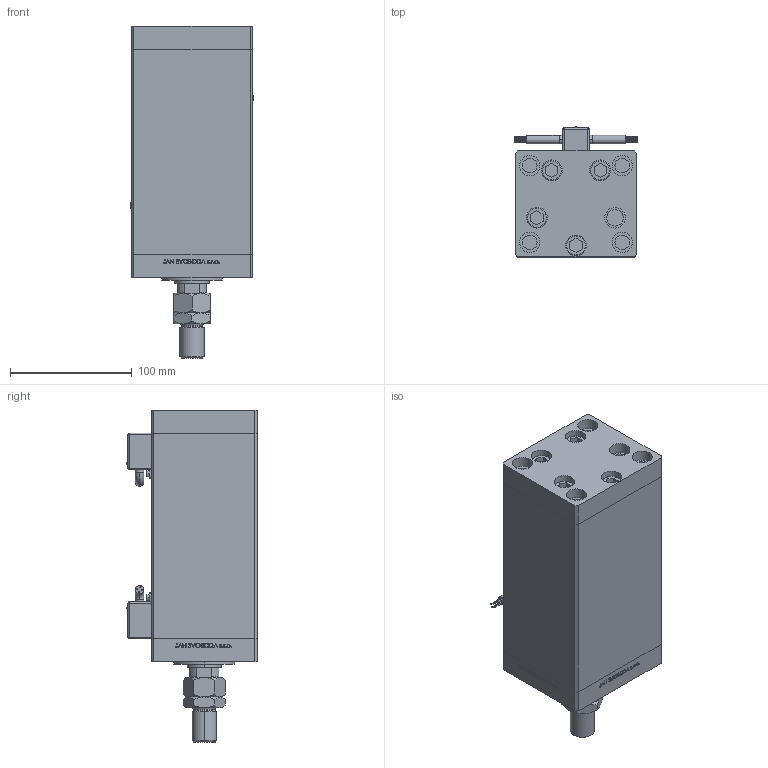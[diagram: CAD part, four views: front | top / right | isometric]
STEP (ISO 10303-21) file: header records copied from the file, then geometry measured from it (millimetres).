
FILE_DESCRIPTION (( 'STEP AP203' ), '1' );
FILE_NAME ('7ff9.STEP', '2024-01-08T20:09:31', ( '' ), ( '' ), 'SwSTEP 2.0', 'SolidWorks 2019', '' );
FILE_SCHEMA (( 'CONFIG_CONTROL_DESIGN' ));
Length unit declared in the file: millimetre
Products named in the file (8): V220C FRONT 23d7d865d0a7c747371a826e35df9c1f; MTA 23d7d865d0a7c747371a826e35df9c1f; V220C_C MIDDLE 23d7d865d0a7c747371a826e35df9c1f; 7ff9; V220C BACK_C 23d7d865d0a7c747371a826e35df9c1f; V220C_VC_C 23d7d865d0a7c747371a826e35df9c1f; Magnetic_Switch_MSU4 23d7d865d0a7c747371a826e35df9c1f; ALLEN BOLT 23d7d865d0a7c747371a826e35df9c1f
Assembly tree (16 placements, depth 2):
  7ff9
    ALLEN BOLT 23d7d865d0a7c747371a826e35df9c1f  x9
    V220C_C MIDDLE 23d7d865d0a7c747371a826e35df9c1f
    V220C FRONT 23d7d865d0a7c747371a826e35df9c1f
    Magnetic_Switch_MSU4 23d7d865d0a7c747371a826e35df9c1f  x2
    V220C_VC_C 23d7d865d0a7c747371a826e35df9c1f
    V220C BACK_C 23d7d865d0a7c747371a826e35df9c1f
    MTA 23d7d865d0a7c747371a826e35df9c1f
Bounding box: 101.6 x 107.1 x 272.5 mm (x, y, z)
Volume: 1535139.9 mm3; surface area: 262288.4 mm2
Topology: 16 solids, 18 shells, 1417 faces, 3464 edges, 2234 vertices
Faces by surface type: plane 635, bspline 380, cylinder 254, cone 74, torus 50, sphere 24
Entity records: 53809 total; most frequent: CARTESIAN_POINT 27659, ORIENTED_EDGE 5714, DIRECTION 4020, EDGE_CURVE 2857, VERTEX_POINT 1873, LINE 1594, VECTOR 1594, EDGE_LOOP 1324
